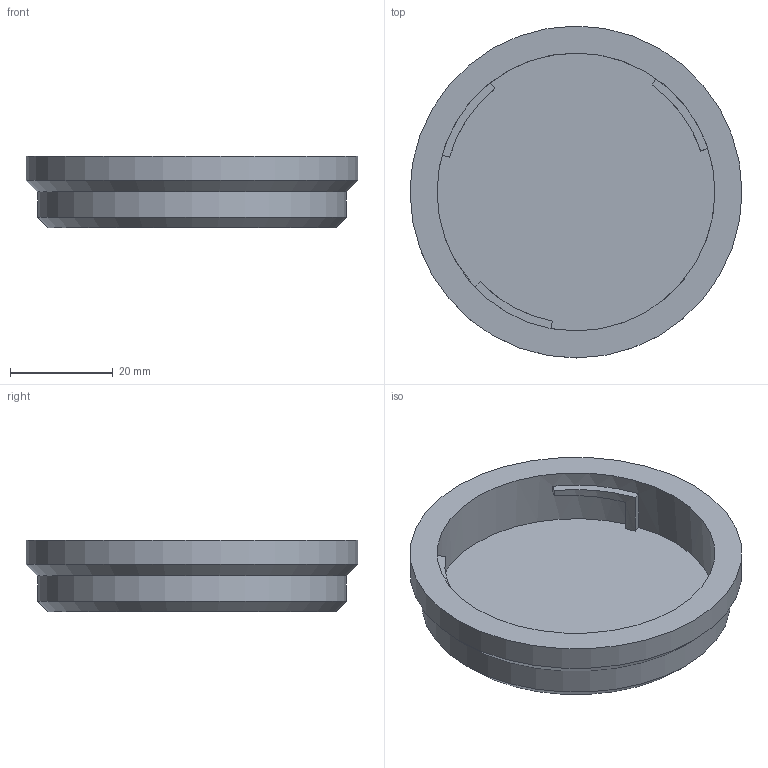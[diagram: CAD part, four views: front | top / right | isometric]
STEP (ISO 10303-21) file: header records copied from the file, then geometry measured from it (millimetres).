
FILE_DESCRIPTION(/* description */ (''),/* implementation_level */ '2;1');
FILE_NAME(/* name */ 'baseRearCap_canonRF',/* time_stamp */ '2023-12-05T16:36:04-05:00',/* author */ ('George Moua'),/* organization */ ('Archive 663'),/* preprocessor_version */ 'ST-DEVELOPER v16.7',/* originating_system */ 'Solid Edge',/* authorisation */ 'Unknown');
FILE_SCHEMA (('AUTOMOTIVE_DESIGN {1 0 10303 214 3 1 1}'));
Length unit declared in the file: millimetre
Products named in the file (3): mountLensBase; mountLensBase_canonRF_oa_0; baseRearCap_canonRF
Assembly tree (2 placements, depth 3):
  mountLensBase
    mountLensBase_canonRF_oa_0
      baseRearCap_canonRF
Bounding box: 64.5 x 64.5 x 13.9 mm (x, y, z)
Volume: 16353.6 mm3; surface area: 10990.2 mm2
Topology: 1 solids, 1 shells, 60 faces, 159 edges, 106 vertices
Faces by surface type: plane 38, cone 11, cylinder 7, bspline 3, torus 1
Full cylindrical faces by diameter (mm): 54 x1, 60 x1, 64.5 x1
Entity records: 1950 total; most frequent: CARTESIAN_POINT 450, ORIENTED_EDGE 296, DIRECTION 288, EDGE_CURVE 148, VERTEX_POINT 102, AXIS2_PLACEMENT_3D 98, LINE 92, VECTOR 92
